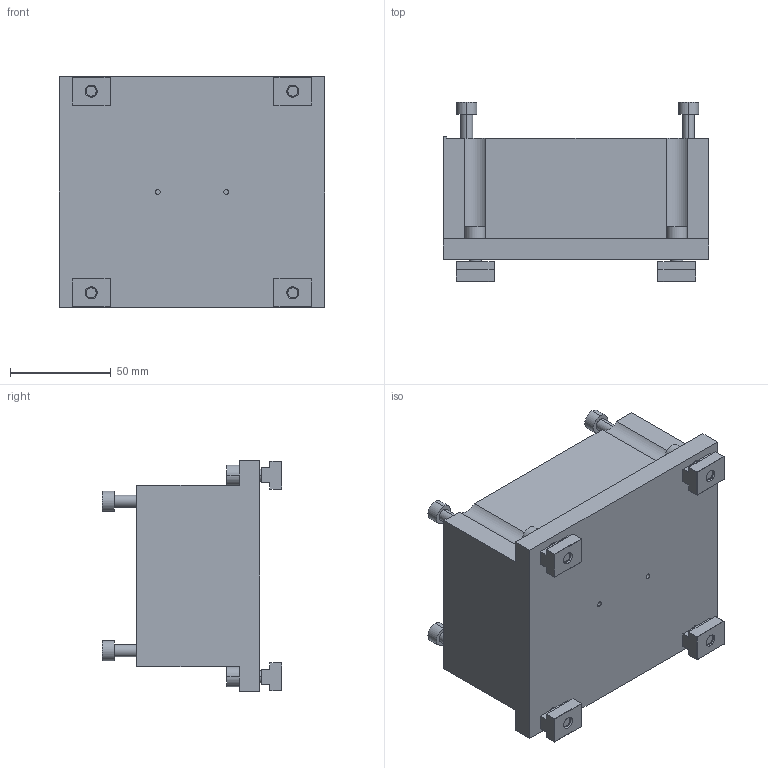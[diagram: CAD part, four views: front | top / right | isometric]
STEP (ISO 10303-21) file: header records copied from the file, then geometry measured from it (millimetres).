
FILE_DESCRIPTION (( 'STEP AP214' ), '1' );
FILE_NAME ('RTM-2-120_C_EF.STEP', '2013-07-09T18:14:11', ( 'Jeff' ), ( '' ), 'SwSTEP 2.0', 'SolidWorks 2013', '' );
FILE_SCHEMA (( 'AUTOMOTIVE_DESIGN' ));
Length unit declared in the file: inch
Products named in the file (1): RTM-2-120_C_EF
Bounding box: 131.57 x 88.99 x 114.3 mm (x, y, z)
Surface area: 68106.6 mm2 (no closed solid volume)
Topology: 0 solids, 21 shells, 226 faces, 628 edges, 416 vertices
Faces by surface type: plane 152, cylinder 58, cone 16
Entity records: 10017 total; most frequent: CARTESIAN_POINT 1271, DIRECTION 1222, ORIENTED_EDGE 1044, EDGE_CURVE 628, VECTOR 488, LINE 488, VERTEX_POINT 416, AXIS2_PLACEMENT_3D 367
